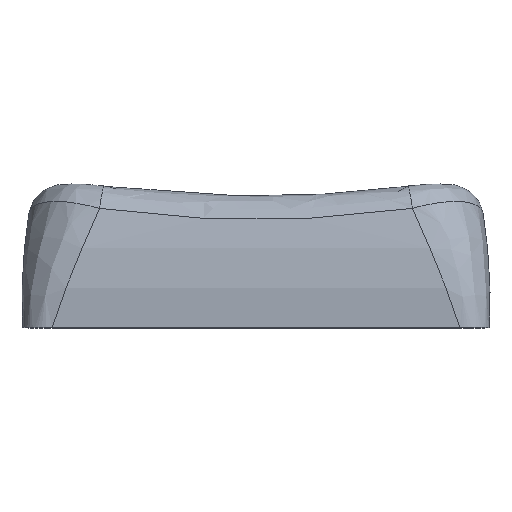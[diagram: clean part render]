
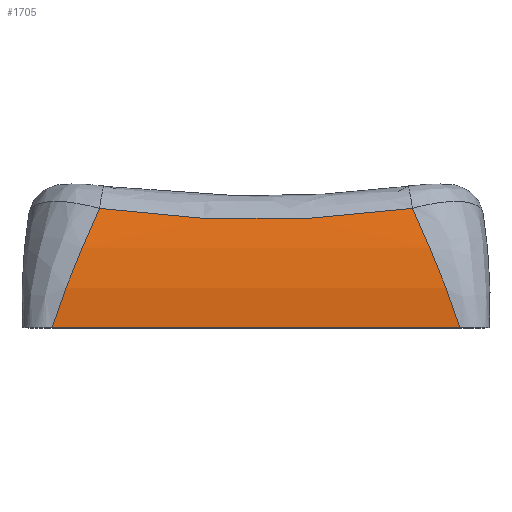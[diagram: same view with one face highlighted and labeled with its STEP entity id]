
A CAD part, top view. The second image highlights one B-rep face of the part: STEP entity #1705.
In plain terms, the highlighted cylindrical face has radius 11.654 mm (diameter 23.308 mm), a partial arc.
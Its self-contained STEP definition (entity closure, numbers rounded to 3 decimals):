
#45=LINE('',#2793,#123);
#123=VECTOR('',#2000,10.);
#201=CYLINDRICAL_SURFACE('',#1838,11.654);
#256=FACE_OUTER_BOUND('',#372,.T.);
#372=EDGE_LOOP('',(#1150,#1151,#1152,#1153));
#483=ELLIPSE('',#1829,38.466,37.237);
#584=B_SPLINE_CURVE_WITH_KNOTS('',3,(#2699,#2700,#2701,#2702,#2703,#2704),
 .UNSPECIFIED.,.F.,.F.,(4,2,4),(-0.102,0.,0.353),
 .UNSPECIFIED.);
#585=B_SPLINE_CURVE_WITH_KNOTS('',3,(#2748,#2749,#2750,#2751,#2752,#2753),
 .UNSPECIFIED.,.F.,.F.,(4,2,4),(-0.102,0.,0.353),
 .UNSPECIFIED.);
#680=VERTEX_POINT('',#2394);
#681=VERTEX_POINT('',#2396);
#698=VERTEX_POINT('',#2686);
#699=VERTEX_POINT('',#2747);
#841=EDGE_CURVE('',#681,#680,#483,.T.);
#864=EDGE_CURVE('',#680,#698,#584,.F.);
#865=EDGE_CURVE('',#699,#681,#585,.T.);
#868=EDGE_CURVE('',#699,#698,#45,.T.);
#1150=ORIENTED_EDGE('',*,*,#864,.T.);
#1151=ORIENTED_EDGE('',*,*,#868,.F.);
#1152=ORIENTED_EDGE('',*,*,#865,.T.);
#1153=ORIENTED_EDGE('',*,*,#841,.T.);
#1705=ADVANCED_FACE('',(#256),#201,.T.);
#1829=AXIS2_PLACEMENT_3D('',#2397,#1980,#1981);
#1838=AXIS2_PLACEMENT_3D('',#2792,#1998,#1999);
#1980=DIRECTION('center_axis',(0.,-0.304,-0.953));
#1981=DIRECTION('ref_axis',(1.,0.,0.));
#1998=DIRECTION('center_axis',(-1.,0.,0.));
#1999=DIRECTION('ref_axis',(0.,0.,1.));
#2000=DIRECTION('',(-1.,0.,0.));
#2394=CARTESIAN_POINT('',(-59.879,7.045,-178.214));
#2396=CARTESIAN_POINT('',(-47.921,7.045,-178.214));
#2397=CARTESIAN_POINT('Origin',(-53.9,42.086,-189.402));
#2686=CARTESIAN_POINT('',(-61.695,2.5,-177.704));
#2699=CARTESIAN_POINT('Ctrl Pts',(-61.695,2.5,-177.704));
#2700=CARTESIAN_POINT('Ctrl Pts',(-61.587,2.831,-177.676));
#2701=CARTESIAN_POINT('Ctrl Pts',(-61.472,3.164,-177.661));
#2702=CARTESIAN_POINT('Ctrl Pts',(-60.928,4.662,-177.662));
#2703=CARTESIAN_POINT('Ctrl Pts',(-60.424,5.857,-177.834));
#2704=CARTESIAN_POINT('Ctrl Pts',(-59.879,7.045,-178.214));
#2747=CARTESIAN_POINT('',(-46.105,2.5,-177.704));
#2748=CARTESIAN_POINT('Ctrl Pts',(-46.105,2.5,-177.704));
#2749=CARTESIAN_POINT('Ctrl Pts',(-46.213,2.831,-177.676));
#2750=CARTESIAN_POINT('Ctrl Pts',(-46.328,3.164,-177.661));
#2751=CARTESIAN_POINT('Ctrl Pts',(-46.872,4.662,-177.661));
#2752=CARTESIAN_POINT('Ctrl Pts',(-47.376,5.857,-177.834));
#2753=CARTESIAN_POINT('Ctrl Pts',(-47.921,7.045,-178.214));
#2792=CARTESIAN_POINT('Origin',(-53.9,3.5,-189.316));
#2793=CARTESIAN_POINT('',(-53.9,2.5,-177.704));
